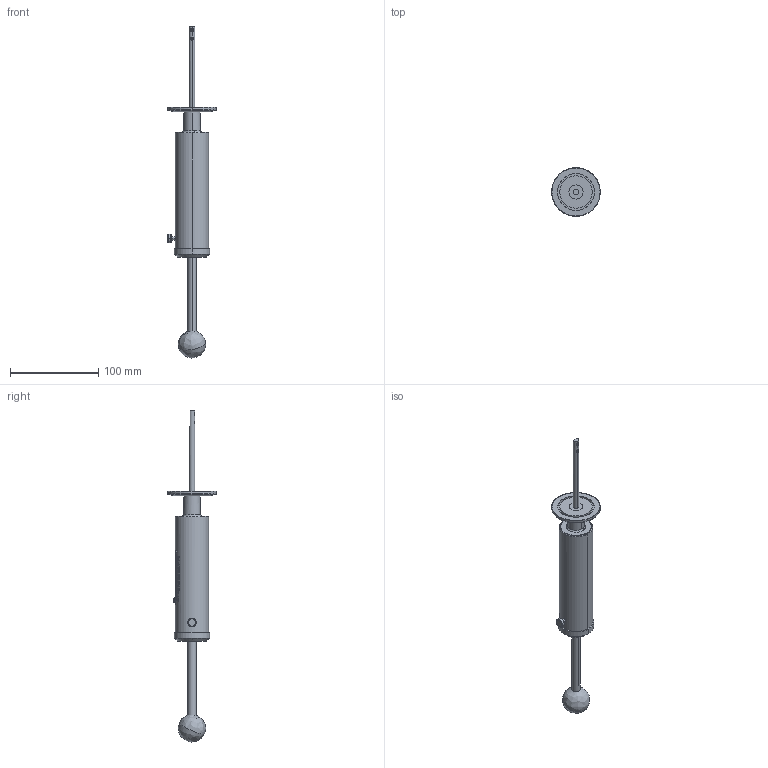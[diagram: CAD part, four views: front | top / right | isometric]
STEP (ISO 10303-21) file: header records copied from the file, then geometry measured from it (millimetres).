
FILE_DESCRIPTION (( 'STEP AP203' ), '1' );
FILE_NAME ('112058.stp', '2019-02-19T23:04:43', ( '' ), ( '' ), 'SwSTEP 2.0', 'SolidWorks 2012', '' );
FILE_SCHEMA (( 'CONFIG_CONTROL_DESIGN' ));
Length unit declared in the file: centimetre
Products named in the file (1): 112058
Bounding box: 54.86 x 54.86 x 375.2 mm (x, y, z)
Volume: 196797.5 mm3; surface area: 34559.5 mm2
Topology: 1 solids, 1 shells, 1839 faces, 5140 edges, 3417 vertices
Faces by surface type: plane 1044, bspline 656, cylinder 122, cone 17
Entity records: 86293 total; most frequent: CARTESIAN_POINT 43304, ORIENTED_EDGE 10272, DIRECTION 6666, EDGE_CURVE 5136, VERTEX_POINT 3417, VECTOR 2930, LINE 2930, EDGE_LOOP 1961
